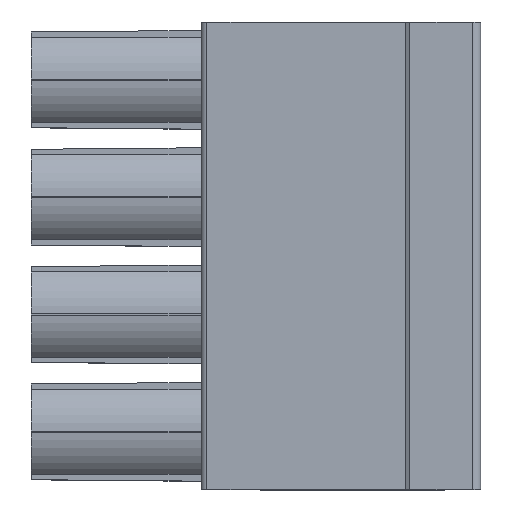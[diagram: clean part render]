
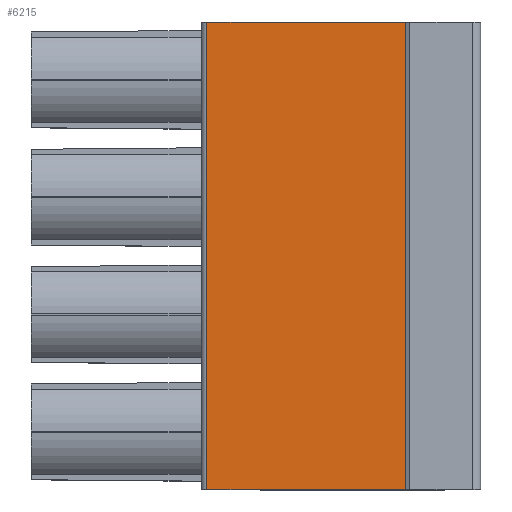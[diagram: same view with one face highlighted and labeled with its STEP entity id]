
A CAD part, top view. The second image highlights one B-rep face of the part: STEP entity #6215.
In plain terms, the highlighted planar face has unit normal (0, 0, 1).
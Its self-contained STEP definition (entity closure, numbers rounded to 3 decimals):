
#27=DIRECTION('',(1.,0.,0.));
#28=VECTOR('',#27,17.204);
#29=CARTESIAN_POINT('',(0.5,0.,6.3));
#30=LINE('',#29,#28);
#231=DIRECTION('',(1.,0.,0.));
#232=VECTOR('',#231,17.204);
#233=CARTESIAN_POINT('',(0.5,-40.48,6.3));
#234=LINE('',#233,#232);
#1468=DIRECTION('',(0.,-1.,0.));
#1469=VECTOR('',#1468,40.48);
#1470=CARTESIAN_POINT('',(0.5,0.,6.3));
#1471=LINE('',#1470,#1469);
#1472=DIRECTION('',(0.,-1.,0.));
#1473=VECTOR('',#1472,40.48);
#1474=CARTESIAN_POINT('',(17.704,0.,6.3));
#1475=LINE('',#1474,#1473);
#3383=CARTESIAN_POINT('',(0.5,0.,6.3));
#3385=VERTEX_POINT('',#3383);
#3386=CARTESIAN_POINT('',(17.704,0.,6.3));
#3387=VERTEX_POINT('',#3386);
#3421=CARTESIAN_POINT('',(0.5,-40.48,6.3));
#3423=VERTEX_POINT('',#3421);
#3424=CARTESIAN_POINT('',(17.704,-40.48,6.3));
#3425=VERTEX_POINT('',#3424);
#6203=CARTESIAN_POINT('',(0.5,0.,6.3));
#6204=DIRECTION('',(0.,0.,1.));
#6205=DIRECTION('',(1.,0.,0.));
#6206=AXIS2_PLACEMENT_3D('',#6203,#6204,#6205);
#6207=PLANE('',#6206);
#6208=ORIENTED_EDGE('',*,*,#4291,.T.);
#6210=ORIENTED_EDGE('',*,*,#6209,.T.);
#6211=ORIENTED_EDGE('',*,*,#4417,.F.);
#6212=ORIENTED_EDGE('',*,*,#6196,.F.);
#6213=EDGE_LOOP('',(#6208,#6210,#6211,#6212));
#6214=FACE_OUTER_BOUND('',#6213,.F.);
#4291=EDGE_CURVE('',#3385,#3387,#30,.T.);
#4417=EDGE_CURVE('',#3423,#3425,#234,.T.);
#6196=EDGE_CURVE('',#3385,#3423,#1471,.T.);
#6209=EDGE_CURVE('',#3387,#3425,#1475,.T.);
#6215=ADVANCED_FACE('',(#6214),#6207,.T.);
